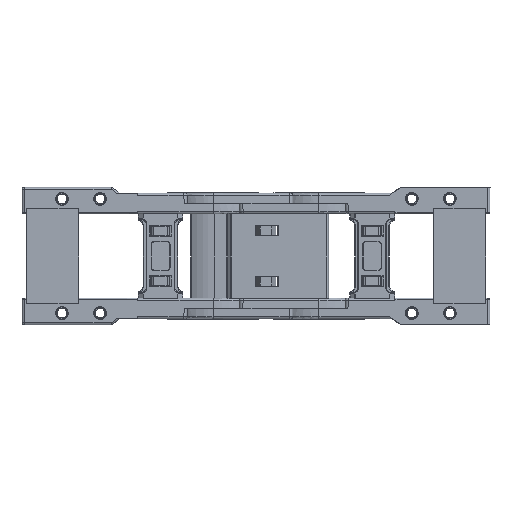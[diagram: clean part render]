
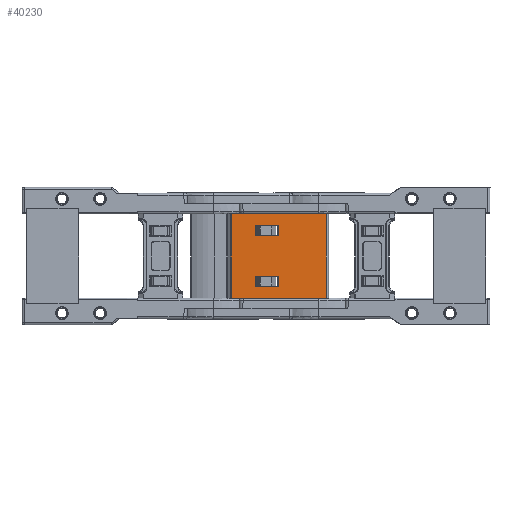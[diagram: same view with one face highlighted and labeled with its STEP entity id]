
A CAD part, front view. The second image highlights one B-rep face of the part: STEP entity #40230.
In plain terms, the highlighted planar face has unit normal (0, -1, 0).
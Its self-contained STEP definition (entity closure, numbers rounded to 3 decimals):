
#87 = ORIENTED_EDGE ( 'NONE', *, *, #136805, .F. ) ;
#732 = VERTEX_POINT ( 'NONE', #34485 ) ;
#3999 = ORIENTED_EDGE ( 'NONE', *, *, #138981, .F. ) ;
#5385 = EDGE_CURVE ( 'NONE', #732, #95596, #134755, .T. ) ;
#5806 = ORIENTED_EDGE ( 'NONE', *, *, #95275, .T. ) ;
#6183 = ORIENTED_EDGE ( 'NONE', *, *, #151803, .F. ) ;
#6784 = VERTEX_POINT ( 'NONE', #50984 ) ;
#8140 = DIRECTION ( 'NONE',  ( 0., 0., 1. ) ) ;
#9967 = CARTESIAN_POINT ( 'NONE',  ( -75.76, 143.654, 11.547 ) ) ;
#12319 = EDGE_LOOP ( 'NONE', ( #143191, #114283, #87, #28289 ) ) ;
#20489 = CARTESIAN_POINT ( 'NONE',  ( -61.76, 143.654, 11.547 ) ) ;
#22954 = EDGE_CURVE ( 'NONE', #58827, #53143, #146215, .T. ) ;
#22962 = CARTESIAN_POINT ( 'NONE',  ( -61.76, 143.654, 35.447 ) ) ;
#28289 = ORIENTED_EDGE ( 'NONE', *, *, #66952, .T. ) ;
#28565 = LINE ( 'NONE', #81740, #74554 ) ;
#31337 = CARTESIAN_POINT ( 'NONE',  ( -89.98, 143.654, -83.122 ) ) ;
#32050 = CARTESIAN_POINT ( 'NONE',  ( -75.76, 143.654, 35.447 ) ) ;
#33330 = DIRECTION ( 'NONE',  ( 1., 0., 0. ) ) ;
#34485 = CARTESIAN_POINT ( 'NONE',  ( -33.78, 143.654, -1.503 ) ) ;
#36567 = EDGE_LOOP ( 'NONE', ( #6183, #3999, #108773, #79529 ) ) ;
#36920 = DIRECTION ( 'NONE',  ( 1., 0., 0. ) ) ;
#37838 = CARTESIAN_POINT ( 'NONE',  ( -33.78, 143.654, -83.122 ) ) ;
#40230 = ADVANCED_FACE ( 'NONE', ( #100036, #120275, #140485 ), #52668, .F. ) ;
#41828 = VECTOR ( 'NONE', #33330, 1000. ) ;
#44276 = CARTESIAN_POINT ( 'NONE',  ( -75.76, 143.654, 5.247 ) ) ;
#45286 = VERTEX_POINT ( 'NONE', #20489 ) ;
#45362 = VECTOR ( 'NONE', #8140, 1000. ) ;
#45980 = CARTESIAN_POINT ( 'NONE',  ( -61.76, 143.654, 11.547 ) ) ;
#49237 = VERTEX_POINT ( 'NONE', #57332 ) ;
#50732 = EDGE_CURVE ( 'NONE', #78940, #126059, #132034, .T. ) ;
#50984 = CARTESIAN_POINT ( 'NONE',  ( -75.76, 143.654, 41.747 ) ) ;
#51611 = CARTESIAN_POINT ( 'NONE',  ( -61.76, 143.654, 5.247 ) ) ;
#51922 = EDGE_CURVE ( 'NONE', #49237, #45286, #139121, .T. ) ;
#52058 = CARTESIAN_POINT ( 'NONE',  ( -89.98, 143.654, 48.497 ) ) ;
#52668 = PLANE ( 'NONE',  #67208 ) ;
#53143 = VERTEX_POINT ( 'NONE', #44276 ) ;
#53925 = CARTESIAN_POINT ( 'NONE',  ( -61.76, 143.654, 5.247 ) ) ;
#55729 = EDGE_CURVE ( 'NONE', #113991, #95596, #90968, .T. ) ;
#57332 = CARTESIAN_POINT ( 'NONE',  ( -75.76, 143.654, 11.547 ) ) ;
#58827 = VERTEX_POINT ( 'NONE', #53925 ) ;
#59761 = VECTOR ( 'NONE', #36920, 1000. ) ;
#60400 = CARTESIAN_POINT ( 'NONE',  ( -61.76, 143.654, 41.747 ) ) ;
#65246 = ORIENTED_EDGE ( 'NONE', *, *, #22954, .T. ) ;
#65991 = DIRECTION ( 'NONE',  ( 0., 0., -1. ) ) ;
#66952 = EDGE_CURVE ( 'NONE', #69962, #732, #141278, .T. ) ;
#67208 = AXIS2_PLACEMENT_3D ( 'NONE', #135396, #112304, #134874 ) ;
#69962 = VERTEX_POINT ( 'NONE', #73394 ) ;
#71669 = DIRECTION ( 'NONE',  ( 1., 0., 0. ) ) ;
#73003 = DIRECTION ( 'NONE',  ( 0., 0., -1. ) ) ;
#73394 = CARTESIAN_POINT ( 'NONE',  ( -89.98, 143.654, -1.503 ) ) ;
#73914 = ORIENTED_EDGE ( 'NONE', *, *, #51922, .T. ) ;
#74554 = VECTOR ( 'NONE', #73003, 1000. ) ;
#74756 = DIRECTION ( 'NONE',  ( -1., 0., 0. ) ) ;
#78940 = VERTEX_POINT ( 'NONE', #82284 ) ;
#79529 = ORIENTED_EDGE ( 'NONE', *, *, #50732, .F. ) ;
#80000 = VECTOR ( 'NONE', #74756, 1000. ) ;
#80552 = CARTESIAN_POINT ( 'NONE',  ( -58.76, 143.654, 48.497 ) ) ;
#81740 = CARTESIAN_POINT ( 'NONE',  ( -75.76, 143.654, 35.447 ) ) ;
#82112 = CARTESIAN_POINT ( 'NONE',  ( -61.76, 143.654, 41.747 ) ) ;
#82284 = CARTESIAN_POINT ( 'NONE',  ( -61.76, 143.654, 35.447 ) ) ;
#82482 = VECTOR ( 'NONE', #65991, 1000. ) ;
#85053 = VECTOR ( 'NONE', #107702, 1000. ) ;
#86169 = LINE ( 'NONE', #88069, #82482 ) ;
#88069 = CARTESIAN_POINT ( 'NONE',  ( -61.76, 143.654, 11.547 ) ) ;
#90968 = LINE ( 'NONE', #80552, #59761 ) ;
#92145 = DIRECTION ( 'NONE',  ( 0., 0., 1. ) ) ;
#94262 = ORIENTED_EDGE ( 'NONE', *, *, #98446, .T. ) ;
#95275 = EDGE_CURVE ( 'NONE', #53143, #49237, #99580, .T. ) ;
#95596 = VERTEX_POINT ( 'NONE', #107589 ) ;
#98446 = EDGE_CURVE ( 'NONE', #45286, #58827, #86169, .T. ) ;
#98625 = VERTEX_POINT ( 'NONE', #32050 ) ;
#99308 = DIRECTION ( 'NONE',  ( -1., 0., 0. ) ) ;
#99580 = LINE ( 'NONE', #9967, #149265 ) ;
#100036 = FACE_BOUND ( 'NONE', #128875, .T. ) ;
#107589 = CARTESIAN_POINT ( 'NONE',  ( -33.78, 143.654, 48.497 ) ) ;
#107702 = DIRECTION ( 'NONE',  ( 0., 0., 1. ) ) ;
#108627 = CARTESIAN_POINT ( 'NONE',  ( -58.76, 143.654, -1.503 ) ) ;
#108773 = ORIENTED_EDGE ( 'NONE', *, *, #124627, .F. ) ;
#112304 = DIRECTION ( 'NONE',  ( 0., 1., 0. ) ) ;
#113991 = VERTEX_POINT ( 'NONE', #52058 ) ;
#114019 = DIRECTION ( 'NONE',  ( 0., 0., 1. ) ) ;
#114283 = ORIENTED_EDGE ( 'NONE', *, *, #55729, .F. ) ;
#115495 = LINE ( 'NONE', #60400, #135701 ) ;
#119145 = VECTOR ( 'NONE', #71669, 1000. ) ;
#120275 = FACE_OUTER_BOUND ( 'NONE', #12319, .T. ) ;
#124627 = EDGE_CURVE ( 'NONE', #126059, #6784, #115495, .T. ) ;
#124655 = VECTOR ( 'NONE', #114019, 1000. ) ;
#126059 = VERTEX_POINT ( 'NONE', #82112 ) ;
#128031 = VECTOR ( 'NONE', #149807, 1000. ) ;
#128875 = EDGE_LOOP ( 'NONE', ( #73914, #94262, #65246, #5806 ) ) ;
#132034 = LINE ( 'NONE', #137618, #124655 ) ;
#134755 = LINE ( 'NONE', #37838, #85053 ) ;
#134874 = DIRECTION ( 'NONE',  ( 0., 0., 1. ) ) ;
#135396 = CARTESIAN_POINT ( 'NONE',  ( -58.76, 143.654, -1.503 ) ) ;
#135701 = VECTOR ( 'NONE', #99308, 1000. ) ;
#136805 = EDGE_CURVE ( 'NONE', #69962, #113991, #141098, .T. ) ;
#137618 = CARTESIAN_POINT ( 'NONE',  ( -61.76, 143.654, 35.447 ) ) ;
#138981 = EDGE_CURVE ( 'NONE', #6784, #98625, #28565, .T. ) ;
#139121 = LINE ( 'NONE', #45980, #128031 ) ;
#140485 = FACE_BOUND ( 'NONE', #36567, .T. ) ;
#141098 = LINE ( 'NONE', #31337, #45362 ) ;
#141278 = LINE ( 'NONE', #108627, #119145 ) ;
#143191 = ORIENTED_EDGE ( 'NONE', *, *, #5385, .T. ) ;
#146215 = LINE ( 'NONE', #51611, #80000 ) ;
#149265 = VECTOR ( 'NONE', #92145, 1000. ) ;
#149807 = DIRECTION ( 'NONE',  ( 1., 0., 0. ) ) ;
#151803 = EDGE_CURVE ( 'NONE', #98625, #78940, #151903, .T. ) ;
#151903 = LINE ( 'NONE', #22962, #41828 ) ;
